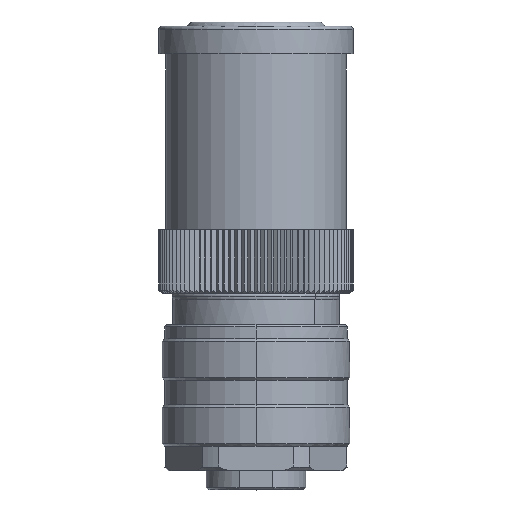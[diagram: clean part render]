
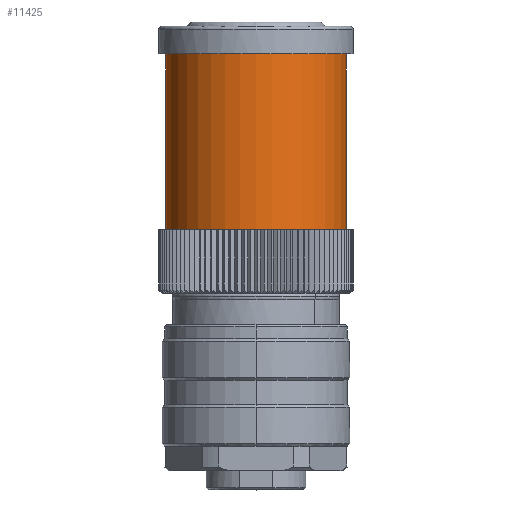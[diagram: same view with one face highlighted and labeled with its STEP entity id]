
A CAD part, front view. The second image highlights one B-rep face of the part: STEP entity #11425.
In plain terms, the highlighted cylindrical face has radius 13 mm (diameter 26 mm), a partial arc.
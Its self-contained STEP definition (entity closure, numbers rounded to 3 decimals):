
#11361=AXIS2_PLACEMENT_3D('Circle Axis2P3D',#11359,#11360,$) ;
#11384=AXIS2_PLACEMENT_3D('Circle Axis2P3D',#11382,#11383,$) ;
#11397=AXIS2_PLACEMENT_3D('Cylinder Axis2P3D',#11394,#11395,#11396) ;
#11415=AXIS2_PLACEMENT_3D('Circle Axis2P3D',#11413,#11414,$) ;
#11359=CARTESIAN_POINT('Axis2P3D Location',(14.,14.,37.5)) ;
#11363=CARTESIAN_POINT('Vertex',(1.,14.,37.5)) ;
#11365=CARTESIAN_POINT('Vertex',(14.,1.,37.5)) ;
#11379=CARTESIAN_POINT('Vertex',(27.,14.,37.5)) ;
#11382=CARTESIAN_POINT('Axis2P3D Location',(14.,14.,37.5)) ;
#11394=CARTESIAN_POINT('Axis2P3D Location',(14.,14.,47.3)) ;
#11399=CARTESIAN_POINT('Line Origine',(1.,14.,47.3)) ;
#11403=CARTESIAN_POINT('Vertex',(1.,14.,62.8)) ;
#11406=CARTESIAN_POINT('Line Origine',(27.,14.,47.3)) ;
#11410=CARTESIAN_POINT('Vertex',(27.,14.,62.8)) ;
#11413=CARTESIAN_POINT('Axis2P3D Location',(14.,14.,62.8)) ;
#11360=DIRECTION('Axis2P3D Direction',(-0.,0.,1.)) ;
#11383=DIRECTION('Axis2P3D Direction',(-0.,0.,1.)) ;
#11395=DIRECTION('Axis2P3D Direction',(0.,0.,1.)) ;
#11396=DIRECTION('Axis2P3D XDirection',(-1.,0.,-0.)) ;
#11400=DIRECTION('Vector Direction',(0.,0.,1.)) ;
#11407=DIRECTION('Vector Direction',(0.,0.,1.)) ;
#11414=DIRECTION('Axis2P3D Direction',(0.,0.,1.)) ;
#11401=VECTOR('Line Direction',#11400,1.) ;
#11408=VECTOR('Line Direction',#11407,1.) ;
#11419=ORIENTED_EDGE('',*,*,#11405,.F.) ;
#11420=ORIENTED_EDGE('',*,*,#11367,.T.) ;
#11421=ORIENTED_EDGE('',*,*,#11386,.T.) ;
#11422=ORIENTED_EDGE('',*,*,#11412,.F.) ;
#11423=ORIENTED_EDGE('',*,*,#11417,.F.) ;
#11425=ADVANCED_FACE('Hauptk\X2\00F6\X0\rper',(#11424),#11398,.T.) ;
#11362=CIRCLE('generated circle',#11361,13.) ;
#11385=CIRCLE('generated circle',#11384,13.) ;
#11416=CIRCLE('generated circle',#11415,13.) ;
#11398=CYLINDRICAL_SURFACE('generated cylinder',#11397,13.) ;
#11367=EDGE_CURVE('',#11364,#11366,#11362,.T.) ;
#11386=EDGE_CURVE('',#11366,#11380,#11385,.T.) ;
#11405=EDGE_CURVE('',#11364,#11404,#11402,.T.) ;
#11412=EDGE_CURVE('',#11411,#11380,#11409,.F.) ;
#11417=EDGE_CURVE('',#11404,#11411,#11416,.T.) ;
#11418=EDGE_LOOP('',(#11419,#11420,#11421,#11422,#11423)) ;
#11424=FACE_OUTER_BOUND('',#11418,.T.) ;
#11402=LINE('Line',#11399,#11401) ;
#11409=LINE('Line',#11406,#11408) ;
#11364=VERTEX_POINT('',#11363) ;
#11366=VERTEX_POINT('',#11365) ;
#11380=VERTEX_POINT('',#11379) ;
#11404=VERTEX_POINT('',#11403) ;
#11411=VERTEX_POINT('',#11410) ;
